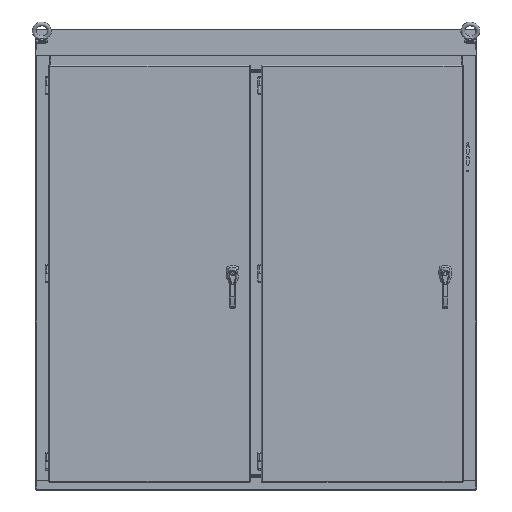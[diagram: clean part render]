
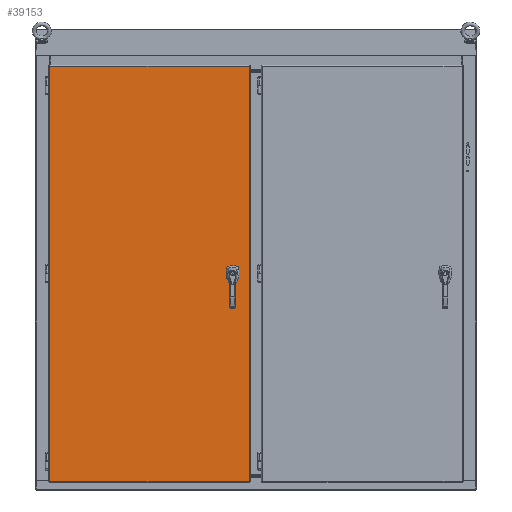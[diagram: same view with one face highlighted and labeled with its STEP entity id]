
A CAD part, front view. The second image highlights one B-rep face of the part: STEP entity #39153.
In plain terms, the highlighted planar face has unit normal (0, -1, 0).
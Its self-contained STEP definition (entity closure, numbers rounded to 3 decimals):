
#1168 = ORIENTED_EDGE ( 'NONE', *, *, #10113, .F. ) ;
#1593 = VERTEX_POINT ( 'NONE', #47540 ) ;
#1941 = LINE ( 'NONE', #46768, #69384 ) ;
#3059 = DIRECTION ( 'NONE',  ( 0., 0., -1. ) ) ;
#3668 = CARTESIAN_POINT ( 'NONE',  ( -3.992, -13.376, -3.698 ) ) ;
#4136 = ORIENTED_EDGE ( 'NONE', *, *, #48183, .F. ) ;
#5318 = CARTESIAN_POINT ( 'NONE',  ( -3.596, -13.376, -2.16 ) ) ;
#6349 = VERTEX_POINT ( 'NONE', #19168 ) ;
#8089 = VERTEX_POINT ( 'NONE', #47707 ) ;
#9541 = ORIENTED_EDGE ( 'NONE', *, *, #99451, .F. ) ;
#10113 = EDGE_CURVE ( 'NONE', #39269, #6349, #116852, .T. ) ;
#11962 = CARTESIAN_POINT ( 'NONE',  ( -3.596, -13.376, -2.36 ) ) ;
#12416 = DIRECTION ( 'NONE',  ( 0., 1., 0. ) ) ;
#14612 = LINE ( 'NONE', #11962, #27230 ) ;
#15220 = EDGE_LOOP ( 'NONE', ( #105289 ) ) ;
#15955 = CARTESIAN_POINT ( 'NONE',  ( -18.156, -13.376, -1.964 ) ) ;
#19168 = CARTESIAN_POINT ( 'NONE',  ( -1.122, -13.376, -37.738 ) ) ;
#21011 = DIRECTION ( 'NONE',  ( 0., 0., -1. ) ) ;
#21986 = CARTESIAN_POINT ( 'NONE',  ( -1.122, -13.376, 33.018 ) ) ;
#23803 = CARTESIAN_POINT ( 'NONE',  ( -3.992, -13.376, -2.36 ) ) ;
#23816 = DIRECTION ( 'NONE',  ( 0., -1., 0. ) ) ;
#24418 = VERTEX_POINT ( 'NONE', #46437 ) ;
#24681 = CIRCLE ( 'NONE', #97247, 0.443 ) ;
#24987 = CIRCLE ( 'NONE', #53520, 0.443 ) ;
#25054 = CARTESIAN_POINT ( 'NONE',  ( -35.191, -13.376, 33.018 ) ) ;
#25207 = LINE ( 'NONE', #52654, #48630 ) ;
#27230 = VECTOR ( 'NONE', #65819, 39.37 ) ;
#27732 = VERTEX_POINT ( 'NONE', #5318 ) ;
#29287 = ORIENTED_EDGE ( 'NONE', *, *, #75748, .F. ) ;
#29436 = VERTEX_POINT ( 'NONE', #36519 ) ;
#29789 = FACE_OUTER_BOUND ( 'NONE', #83354, .T. ) ;
#30592 = CARTESIAN_POINT ( 'NONE',  ( -3.992, -13.376, -2.36 ) ) ;
#31305 = AXIS2_PLACEMENT_3D ( 'NONE', #23803, #105681, #3059 ) ;
#32036 = CARTESIAN_POINT ( 'NONE',  ( -18.156, -13.376, -2.755 ) ) ;
#32870 = AXIS2_PLACEMENT_3D ( 'NONE', #54800, #88924, #34592 ) ;
#32893 = VECTOR ( 'NONE', #111571, 39.37 ) ;
#33367 = EDGE_CURVE ( 'NONE', #24418, #8089, #94754, .T. ) ;
#33904 = ORIENTED_EDGE ( 'NONE', *, *, #44031, .F. ) ;
#34592 = DIRECTION ( 'NONE',  ( 0., 0., -1. ) ) ;
#35979 = EDGE_CURVE ( 'NONE', #44549, #44549, #108427, .T. ) ;
#36519 = CARTESIAN_POINT ( 'NONE',  ( -4.387, -13.376, -2.559 ) ) ;
#36803 = EDGE_LOOP ( 'NONE', ( #33904, #9541, #29287, #85826, #85005, #4136, #108373, #106059 ) ) ;
#37583 = PLANE ( 'NONE',  #55297 ) ;
#39007 = DIRECTION ( 'NONE',  ( -1., 0., 0. ) ) ;
#39153 = ADVANCED_FACE ( 'NONE', ( #29789, #66863, #57852 ), #37583, .F. ) ;
#39174 = ORIENTED_EDGE ( 'NONE', *, *, #52383, .F. ) ;
#39269 = VERTEX_POINT ( 'NONE', #21986 ) ;
#39477 = EDGE_CURVE ( 'NONE', #1593, #100990, #80508, .T. ) ;
#39948 = DIRECTION ( 'NONE',  ( 0., 0., 1. ) ) ;
#42738 = VECTOR ( 'NONE', #79363, 39.37 ) ;
#42991 = VERTEX_POINT ( 'NONE', #46357 ) ;
#44031 = EDGE_CURVE ( 'NONE', #29436, #24418, #24681, .T. ) ;
#44549 = VERTEX_POINT ( 'NONE', #80979 ) ;
#46357 = CARTESIAN_POINT ( 'NONE',  ( -3.596, -13.376, -2.559 ) ) ;
#46437 = CARTESIAN_POINT ( 'NONE',  ( -4.191, -13.376, -2.755 ) ) ;
#46768 = CARTESIAN_POINT ( 'NONE',  ( -18.156, -13.376, -37.738 ) ) ;
#47540 = CARTESIAN_POINT ( 'NONE',  ( -3.792, -13.376, -1.964 ) ) ;
#47707 = CARTESIAN_POINT ( 'NONE',  ( -3.792, -13.376, -2.755 ) ) ;
#48183 = EDGE_CURVE ( 'NONE', #42991, #27732, #14612, .T. ) ;
#48630 = VECTOR ( 'NONE', #107068, 39.37 ) ;
#50364 = CARTESIAN_POINT ( 'NONE',  ( -35.191, -13.376, -37.738 ) ) ;
#51662 = VECTOR ( 'NONE', #62595, 39.37 ) ;
#52383 = EDGE_CURVE ( 'NONE', #94356, #97351, #75374, .T. ) ;
#52386 = EDGE_CURVE ( 'NONE', #27732, #1593, #109526, .T. ) ;
#52390 = ORIENTED_EDGE ( 'NONE', *, *, #85938, .F. ) ;
#52654 = CARTESIAN_POINT ( 'NONE',  ( -18.156, -13.376, 33.018 ) ) ;
#53520 = AXIS2_PLACEMENT_3D ( 'NONE', #30592, #102900, #21011 ) ;
#54800 = CARTESIAN_POINT ( 'NONE',  ( -3.992, -13.376, -2.36 ) ) ;
#55297 = AXIS2_PLACEMENT_3D ( 'NONE', #56659, #12416, #39948 ) ;
#56329 = VERTEX_POINT ( 'NONE', #118098 ) ;
#56659 = CARTESIAN_POINT ( 'NONE',  ( -18.156, -13.376, -2.36 ) ) ;
#56906 = VECTOR ( 'NONE', #68500, 39.37 ) ;
#57852 = FACE_BOUND ( 'NONE', #36803, .T. ) ;
#59012 = DIRECTION ( 'NONE',  ( 0., 0., -1. ) ) ;
#62595 = DIRECTION ( 'NONE',  ( -1., 0., 0. ) ) ;
#65819 = DIRECTION ( 'NONE',  ( 0., 0., 1. ) ) ;
#66863 = FACE_BOUND ( 'NONE', #15220, .T. ) ;
#68500 = DIRECTION ( 'NONE',  ( 1., 0., 0. ) ) ;
#69384 = VECTOR ( 'NONE', #39007, 39.37 ) ;
#69452 = VECTOR ( 'NONE', #98913, 39.37 ) ;
#70433 = CARTESIAN_POINT ( 'NONE',  ( -35.191, -13.376, -2.36 ) ) ;
#71915 = CARTESIAN_POINT ( 'NONE',  ( -4.191, -13.376, -1.964 ) ) ;
#73333 = LINE ( 'NONE', #109802, #32893 ) ;
#74030 = AXIS2_PLACEMENT_3D ( 'NONE', #3668, #23816, #79965 ) ;
#75374 = LINE ( 'NONE', #70433, #42738 ) ;
#75748 = EDGE_CURVE ( 'NONE', #100990, #56329, #24987, .T. ) ;
#79363 = DIRECTION ( 'NONE',  ( 0., 0., 1. ) ) ;
#79965 = DIRECTION ( 'NONE',  ( 0., 0., -1. ) ) ;
#80508 = LINE ( 'NONE', #15955, #51662 ) ;
#80979 = CARTESIAN_POINT ( 'NONE',  ( -3.992, -13.376, -3.865 ) ) ;
#80987 = CARTESIAN_POINT ( 'NONE',  ( -1.122, -13.376, -2.36 ) ) ;
#83354 = EDGE_LOOP ( 'NONE', ( #52390, #39174, #116849, #1168 ) ) ;
#84348 = CIRCLE ( 'NONE', #32870, 0.443 ) ;
#84726 = DIRECTION ( 'NONE',  ( 0., -1., 0. ) ) ;
#85005 = ORIENTED_EDGE ( 'NONE', *, *, #52386, .F. ) ;
#85826 = ORIENTED_EDGE ( 'NONE', *, *, #39477, .F. ) ;
#85938 = EDGE_CURVE ( 'NONE', #97351, #39269, #25207, .T. ) ;
#88924 = DIRECTION ( 'NONE',  ( 0., -1., 0. ) ) ;
#93681 = CARTESIAN_POINT ( 'NONE',  ( -3.992, -13.376, -2.36 ) ) ;
#94356 = VERTEX_POINT ( 'NONE', #50364 ) ;
#94754 = LINE ( 'NONE', #32036, #56906 ) ;
#97247 = AXIS2_PLACEMENT_3D ( 'NONE', #93681, #84726, #59012 ) ;
#97351 = VERTEX_POINT ( 'NONE', #25054 ) ;
#98913 = DIRECTION ( 'NONE',  ( 0., 0., -1. ) ) ;
#99451 = EDGE_CURVE ( 'NONE', #56329, #29436, #73333, .T. ) ;
#100990 = VERTEX_POINT ( 'NONE', #71915 ) ;
#102900 = DIRECTION ( 'NONE',  ( 0., -1., 0. ) ) ;
#105289 = ORIENTED_EDGE ( 'NONE', *, *, #35979, .F. ) ;
#105681 = DIRECTION ( 'NONE',  ( 0., -1., 0. ) ) ;
#106059 = ORIENTED_EDGE ( 'NONE', *, *, #33367, .F. ) ;
#107068 = DIRECTION ( 'NONE',  ( 1., 0., 0. ) ) ;
#108373 = ORIENTED_EDGE ( 'NONE', *, *, #110778, .F. ) ;
#108427 = CIRCLE ( 'NONE', #74030, 0.167 ) ;
#109526 = CIRCLE ( 'NONE', #31305, 0.443 ) ;
#109802 = CARTESIAN_POINT ( 'NONE',  ( -4.387, -13.376, -2.36 ) ) ;
#110778 = EDGE_CURVE ( 'NONE', #8089, #42991, #84348, .T. ) ;
#111571 = DIRECTION ( 'NONE',  ( 0., 0., -1. ) ) ;
#112482 = EDGE_CURVE ( 'NONE', #6349, #94356, #1941, .T. ) ;
#116849 = ORIENTED_EDGE ( 'NONE', *, *, #112482, .F. ) ;
#116852 = LINE ( 'NONE', #80987, #69452 ) ;
#118098 = CARTESIAN_POINT ( 'NONE',  ( -4.387, -13.376, -2.16 ) ) ;
